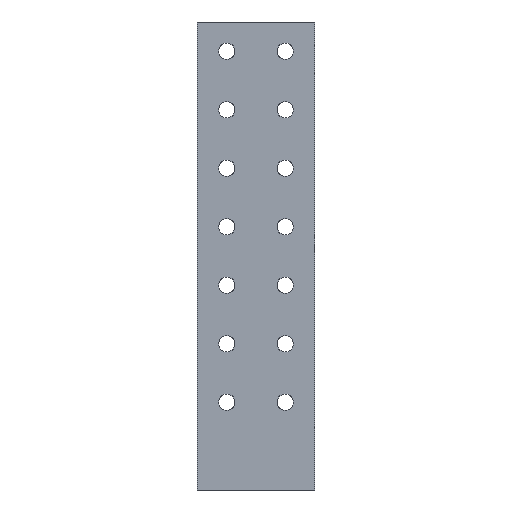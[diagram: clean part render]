
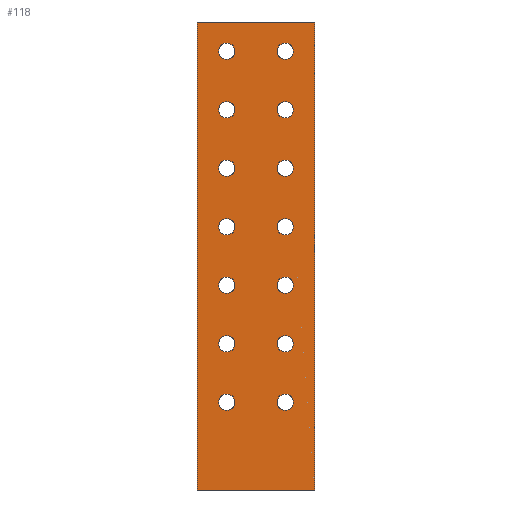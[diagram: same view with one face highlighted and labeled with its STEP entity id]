
A CAD part, front view. The second image highlights one B-rep face of the part: STEP entity #118.
In plain terms, the highlighted planar face has unit normal (0, -1, 0).
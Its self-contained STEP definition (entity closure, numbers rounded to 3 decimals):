
#118 = ADVANCED_FACE( '', ( #268, #269, #270, #271, #272, #273, #274, #275, #276, #277, #278, #279, #280, #281, #282 ), #283, .T. );
#268 = FACE_BOUND( '', #1496, .T. );
#269 = FACE_BOUND( '', #1497, .T. );
#270 = FACE_BOUND( '', #1498, .T. );
#271 = FACE_BOUND( '', #1499, .T. );
#272 = FACE_BOUND( '', #1500, .T. );
#273 = FACE_BOUND( '', #1501, .T. );
#274 = FACE_BOUND( '', #1502, .T. );
#275 = FACE_BOUND( '', #1503, .T. );
#276 = FACE_BOUND( '', #1504, .T. );
#277 = FACE_BOUND( '', #1505, .T. );
#278 = FACE_BOUND( '', #1506, .T. );
#279 = FACE_BOUND( '', #1507, .T. );
#280 = FACE_BOUND( '', #1508, .T. );
#281 = FACE_BOUND( '', #1509, .T. );
#282 = FACE_OUTER_BOUND( '', #1510, .T. );
#283 = PLANE( '', #1511 );
#1496 = EDGE_LOOP( '', ( #2027 ) );
#1497 = EDGE_LOOP( '', ( #2028 ) );
#1498 = EDGE_LOOP( '', ( #2029 ) );
#1499 = EDGE_LOOP( '', ( #2030 ) );
#1500 = EDGE_LOOP( '', ( #2031 ) );
#1501 = EDGE_LOOP( '', ( #2032 ) );
#1502 = EDGE_LOOP( '', ( #2033 ) );
#1503 = EDGE_LOOP( '', ( #2034 ) );
#1504 = EDGE_LOOP( '', ( #2035 ) );
#1505 = EDGE_LOOP( '', ( #2036 ) );
#1506 = EDGE_LOOP( '', ( #2037 ) );
#1507 = EDGE_LOOP( '', ( #2038 ) );
#1508 = EDGE_LOOP( '', ( #2039 ) );
#1509 = EDGE_LOOP( '', ( #2040 ) );
#1510 = EDGE_LOOP( '', ( #2041, #2042, #2043, #2044 ) );
#1511 = AXIS2_PLACEMENT_3D( '', #2045, #2046, #2047 );
#2027 = ORIENTED_EDGE( '', *, *, #2387, .T. );
#2028 = ORIENTED_EDGE( '', *, *, #2385, .T. );
#2029 = ORIENTED_EDGE( '', *, *, #2389, .T. );
#2030 = ORIENTED_EDGE( '', *, *, #2391, .T. );
#2031 = ORIENTED_EDGE( '', *, *, #2393, .T. );
#2032 = ORIENTED_EDGE( '', *, *, #2395, .T. );
#2033 = ORIENTED_EDGE( '', *, *, #2397, .T. );
#2034 = ORIENTED_EDGE( '', *, *, #2400, .T. );
#2035 = ORIENTED_EDGE( '', *, *, #2403, .T. );
#2036 = ORIENTED_EDGE( '', *, *, #2431, .T. );
#2037 = ORIENTED_EDGE( '', *, *, #2433, .T. );
#2038 = ORIENTED_EDGE( '', *, *, #2435, .T. );
#2039 = ORIENTED_EDGE( '', *, *, #2437, .T. );
#2040 = ORIENTED_EDGE( '', *, *, #2439, .T. );
#2041 = ORIENTED_EDGE( '', *, *, #2482, .F. );
#2042 = ORIENTED_EDGE( '', *, *, #2484, .F. );
#2043 = ORIENTED_EDGE( '', *, *, #2485, .T. );
#2044 = ORIENTED_EDGE( '', *, *, #2478, .T. );
#2045 = CARTESIAN_POINT( '', ( 50., 0., 0. ) );
#2046 = DIRECTION( '', ( 0., -1., 0. ) );
#2047 = DIRECTION( '', ( 0., 0., -1. ) );
#2385 = EDGE_CURVE( '', #2647, #2647, #2648, .T. );
#2387 = EDGE_CURVE( '', #2650, #2650, #2651, .T. );
#2389 = EDGE_CURVE( '', #2653, #2653, #2654, .T. );
#2391 = EDGE_CURVE( '', #2656, #2656, #2657, .T. );
#2393 = EDGE_CURVE( '', #2659, #2659, #2660, .T. );
#2395 = EDGE_CURVE( '', #2662, #2662, #2663, .T. );
#2397 = EDGE_CURVE( '', #2665, #2665, #2666, .T. );
#2400 = EDGE_CURVE( '', #2671, #2671, #2672, .T. );
#2403 = EDGE_CURVE( '', #2677, #2677, #2678, .T. );
#2431 = EDGE_CURVE( '', #2725, #2725, #2726, .T. );
#2433 = EDGE_CURVE( '', #2728, #2728, #2729, .T. );
#2435 = EDGE_CURVE( '', #2731, #2731, #2732, .T. );
#2437 = EDGE_CURVE( '', #2734, #2734, #2735, .T. );
#2439 = EDGE_CURVE( '', #2737, #2737, #2738, .T. );
#2478 = EDGE_CURVE( '', #2798, #2796, #2799, .T. );
#2482 = EDGE_CURVE( '', #2804, #2796, #2806, .T. );
#2484 = EDGE_CURVE( '', #2808, #2804, #2809, .T. );
#2485 = EDGE_CURVE( '', #2808, #2798, #2810, .T. );
#2647 = VERTEX_POINT( '', #3528 );
#2648 = CIRCLE( '', #3529, 7. );
#2650 = VERTEX_POINT( '', #3531 );
#2651 = CIRCLE( '', #3532, 7. );
#2653 = VERTEX_POINT( '', #3534 );
#2654 = CIRCLE( '', #3535, 7. );
#2656 = VERTEX_POINT( '', #3537 );
#2657 = CIRCLE( '', #3538, 7. );
#2659 = VERTEX_POINT( '', #3540 );
#2660 = CIRCLE( '', #3541, 7. );
#2662 = VERTEX_POINT( '', #3543 );
#2663 = CIRCLE( '', #3544, 7. );
#2665 = VERTEX_POINT( '', #3546 );
#2666 = CIRCLE( '', #3547, 7. );
#2671 = VERTEX_POINT( '', #3565 );
#2672 = CIRCLE( '', #3566, 7. );
#2677 = VERTEX_POINT( '', #3584 );
#2678 = CIRCLE( '', #3585, 7. );
#2725 = VERTEX_POINT( '', #3913 );
#2726 = CIRCLE( '', #3914, 7. );
#2728 = VERTEX_POINT( '', #3916 );
#2729 = CIRCLE( '', #3917, 7. );
#2731 = VERTEX_POINT( '', #3919 );
#2732 = CIRCLE( '', #3920, 7. );
#2734 = VERTEX_POINT( '', #3922 );
#2735 = CIRCLE( '', #3923, 7. );
#2737 = VERTEX_POINT( '', #3925 );
#2738 = CIRCLE( '', #3926, 7. );
#2796 = VERTEX_POINT( '', #4035 );
#2798 = VERTEX_POINT( '', #4038 );
#2799 = LINE( '', #4039, #4040 );
#2804 = VERTEX_POINT( '', #4047 );
#2806 = LINE( '', #4050, #4051 );
#2808 = VERTEX_POINT( '', #4054 );
#2809 = LINE( '', #4055, #4056 );
#2810 = LINE( '', #4057, #4058 );
#3528 = CARTESIAN_POINT( '', ( 25., 0., 318. ) );
#3529 = AXIS2_PLACEMENT_3D( '', #4379, #4380, #4381 );
#3531 = CARTESIAN_POINT( '', ( 25., 0., 368. ) );
#3532 = AXIS2_PLACEMENT_3D( '', #4385, #4386, #4387 );
#3534 = CARTESIAN_POINT( '', ( 25., 0., 268. ) );
#3535 = AXIS2_PLACEMENT_3D( '', #4391, #4392, #4393 );
#3537 = CARTESIAN_POINT( '', ( 25., 0., 218. ) );
#3538 = AXIS2_PLACEMENT_3D( '', #4397, #4398, #4399 );
#3540 = CARTESIAN_POINT( '', ( 25., 0., 168. ) );
#3541 = AXIS2_PLACEMENT_3D( '', #4403, #4404, #4405 );
#3543 = CARTESIAN_POINT( '', ( 25., 0., 118. ) );
#3544 = AXIS2_PLACEMENT_3D( '', #4409, #4410, #4411 );
#3546 = CARTESIAN_POINT( '', ( 25., 0., 68. ) );
#3547 = AXIS2_PLACEMENT_3D( '', #4415, #4416, #4417 );
#3565 = CARTESIAN_POINT( '', ( -25., 0., 368. ) );
#3566 = AXIS2_PLACEMENT_3D( '', #4421, #4422, #4423 );
#3584 = CARTESIAN_POINT( '', ( -25., 0., 318. ) );
#3585 = AXIS2_PLACEMENT_3D( '', #4427, #4428, #4429 );
#3913 = CARTESIAN_POINT( '', ( -25., 0., 268. ) );
#3914 = AXIS2_PLACEMENT_3D( '', #4460, #4461, #4462 );
#3916 = CARTESIAN_POINT( '', ( -25., 0., 218. ) );
#3917 = AXIS2_PLACEMENT_3D( '', #4466, #4467, #4468 );
#3919 = CARTESIAN_POINT( '', ( -25., 0., 168. ) );
#3920 = AXIS2_PLACEMENT_3D( '', #4472, #4473, #4474 );
#3922 = CARTESIAN_POINT( '', ( -25., 0., 118. ) );
#3923 = AXIS2_PLACEMENT_3D( '', #4478, #4479, #4480 );
#3925 = CARTESIAN_POINT( '', ( -25., 0., 68. ) );
#3926 = AXIS2_PLACEMENT_3D( '', #4484, #4485, #4486 );
#4035 = CARTESIAN_POINT( '', ( -50., 0., 400. ) );
#4038 = CARTESIAN_POINT( '', ( 50., 0., 400. ) );
#4039 = CARTESIAN_POINT( '', ( 50., 0., 400. ) );
#4040 = VECTOR( '', #4552, 1000. );
#4047 = CARTESIAN_POINT( '', ( -50., 0., 0. ) );
#4050 = CARTESIAN_POINT( '', ( -50., 0., 0. ) );
#4051 = VECTOR( '', #4556, 1000. );
#4054 = CARTESIAN_POINT( '', ( 50., 0., 0. ) );
#4055 = CARTESIAN_POINT( '', ( 50., 0., 0. ) );
#4056 = VECTOR( '', #4558, 1000. );
#4057 = CARTESIAN_POINT( '', ( 50., 0., 0. ) );
#4058 = VECTOR( '', #4559, 1000. );
#4379 = CARTESIAN_POINT( '', ( 25., 0., 325. ) );
#4380 = DIRECTION( '', ( 0., 1., 0. ) );
#4381 = DIRECTION( '', ( 0., 0., -1. ) );
#4385 = CARTESIAN_POINT( '', ( 25., 0., 375. ) );
#4386 = DIRECTION( '', ( 0., 1., 0. ) );
#4387 = DIRECTION( '', ( 0., 0., -1. ) );
#4391 = CARTESIAN_POINT( '', ( 25., 0., 275. ) );
#4392 = DIRECTION( '', ( 0., 1., 0. ) );
#4393 = DIRECTION( '', ( 0., 0., -1. ) );
#4397 = CARTESIAN_POINT( '', ( 25., 0., 225. ) );
#4398 = DIRECTION( '', ( 0., 1., 0. ) );
#4399 = DIRECTION( '', ( 0., 0., -1. ) );
#4403 = CARTESIAN_POINT( '', ( 25., 0., 175. ) );
#4404 = DIRECTION( '', ( 0., 1., 0. ) );
#4405 = DIRECTION( '', ( 0., 0., -1. ) );
#4409 = CARTESIAN_POINT( '', ( 25., 0., 125. ) );
#4410 = DIRECTION( '', ( 0., 1., 0. ) );
#4411 = DIRECTION( '', ( 0., 0., -1. ) );
#4415 = CARTESIAN_POINT( '', ( 25., 0., 75. ) );
#4416 = DIRECTION( '', ( 0., 1., 0. ) );
#4417 = DIRECTION( '', ( 0., 0., -1. ) );
#4421 = CARTESIAN_POINT( '', ( -25., 0., 375. ) );
#4422 = DIRECTION( '', ( 0., 1., 0. ) );
#4423 = DIRECTION( '', ( 0., 0., -1. ) );
#4427 = CARTESIAN_POINT( '', ( -25., 0., 325. ) );
#4428 = DIRECTION( '', ( 0., 1., 0. ) );
#4429 = DIRECTION( '', ( 0., 0., -1. ) );
#4460 = CARTESIAN_POINT( '', ( -25., 0., 275. ) );
#4461 = DIRECTION( '', ( 0., 1., 0. ) );
#4462 = DIRECTION( '', ( 0., 0., -1. ) );
#4466 = CARTESIAN_POINT( '', ( -25., 0., 225. ) );
#4467 = DIRECTION( '', ( 0., 1., 0. ) );
#4468 = DIRECTION( '', ( 0., 0., -1. ) );
#4472 = CARTESIAN_POINT( '', ( -25., 0., 175. ) );
#4473 = DIRECTION( '', ( 0., 1., 0. ) );
#4474 = DIRECTION( '', ( 0., 0., -1. ) );
#4478 = CARTESIAN_POINT( '', ( -25., 0., 125. ) );
#4479 = DIRECTION( '', ( 0., 1., 0. ) );
#4480 = DIRECTION( '', ( 0., 0., -1. ) );
#4484 = CARTESIAN_POINT( '', ( -25., 0., 75. ) );
#4485 = DIRECTION( '', ( 0., 1., 0. ) );
#4486 = DIRECTION( '', ( 0., 0., -1. ) );
#4552 = DIRECTION( '', ( -1., 0., 0. ) );
#4556 = DIRECTION( '', ( 0., 0., 1. ) );
#4558 = DIRECTION( '', ( -1., 0., 0. ) );
#4559 = DIRECTION( '', ( 0., 0., 1. ) );
